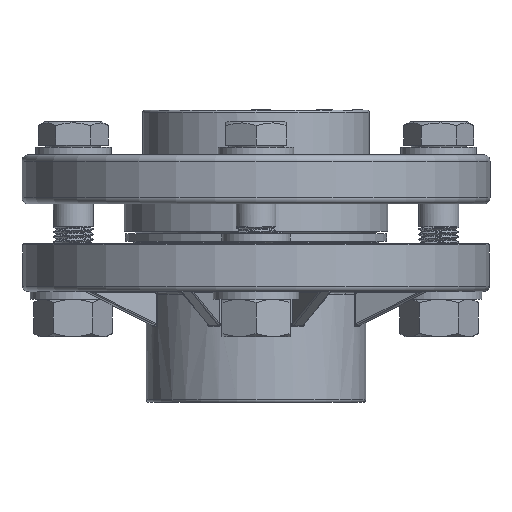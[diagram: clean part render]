
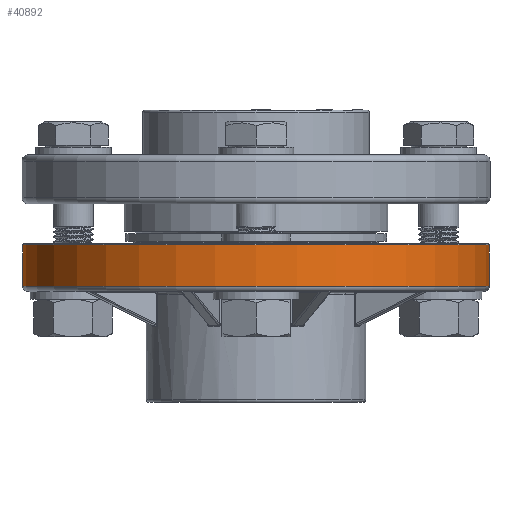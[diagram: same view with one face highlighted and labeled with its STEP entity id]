
A CAD part, front view. The second image highlights one B-rep face of the part: STEP entity #40892.
In plain terms, the highlighted cylindrical face has radius 92.5 mm (diameter 185 mm), a full revolution.
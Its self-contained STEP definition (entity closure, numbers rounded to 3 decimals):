
#1290=CYLINDRICAL_SURFACE('',#44010,92.5);
#4572=LINE('',#66161,#7569);
#7569=VECTOR('',#49139,92.5);
#10389=FACE_OUTER_BOUND('',#12963,.T.);
#12963=EDGE_LOOP('',(#29727,#29728,#29729,#29730,#29731));
#15673=CIRCLE('',#44011,92.5);
#15674=CIRCLE('',#44012,92.5);
#15675=CIRCLE('',#44013,92.5);
#17909=VERTEX_POINT('',#66158);
#17910=VERTEX_POINT('',#66160);
#17911=VERTEX_POINT('',#66162);
#22330=EDGE_CURVE('',#17909,#17909,#15673,.T.);
#22331=EDGE_CURVE('',#17909,#17910,#4572,.T.);
#22332=EDGE_CURVE('',#17910,#17911,#15674,.T.);
#22333=EDGE_CURVE('',#17911,#17910,#15675,.T.);
#29727=ORIENTED_EDGE('',*,*,#22330,.T.);
#29728=ORIENTED_EDGE('',*,*,#22331,.T.);
#29729=ORIENTED_EDGE('',*,*,#22332,.T.);
#29730=ORIENTED_EDGE('',*,*,#22333,.T.);
#29731=ORIENTED_EDGE('',*,*,#22331,.F.);
#40892=ADVANCED_FACE('',(#10389),#1290,.T.);
#44010=AXIS2_PLACEMENT_3D('',#66157,#49135,#49136);
#44011=AXIS2_PLACEMENT_3D('',#66159,#49137,#49138);
#44012=AXIS2_PLACEMENT_3D('',#66163,#49140,#49141);
#44013=AXIS2_PLACEMENT_3D('',#66164,#49142,#49143);
#49135=DIRECTION('center_axis',(0.,0.,
1.));
#49136=DIRECTION('ref_axis',(1.,0.,0.));
#49137=DIRECTION('center_axis',(0.,0.,
-1.));
#49138=DIRECTION('ref_axis',(1.,0.,0.));
#49139=DIRECTION('',(0.,0.,-1.));
#49140=DIRECTION('center_axis',(0.,0.,
1.));
#49141=DIRECTION('ref_axis',(-1.,0.,0.));
#49142=DIRECTION('center_axis',(0.,0.,
1.));
#49143=DIRECTION('ref_axis',(-1.,0.,0.));
#66157=CARTESIAN_POINT('Origin',(0.,0.,
-5.2));
#66158=CARTESIAN_POINT('',(-92.5,0.,11.8));
#66159=CARTESIAN_POINT('Origin',(0.,0.,
11.8));
#66160=CARTESIAN_POINT('',(-92.5,0.,-4.7));
#66161=CARTESIAN_POINT('',(-92.5,0.,-5.2));
#66162=CARTESIAN_POINT('',(92.5,0.,-4.7));
#66163=CARTESIAN_POINT('Origin',(0.,0.,
-4.7));
#66164=CARTESIAN_POINT('Origin',(0.,0.,
-4.7));
